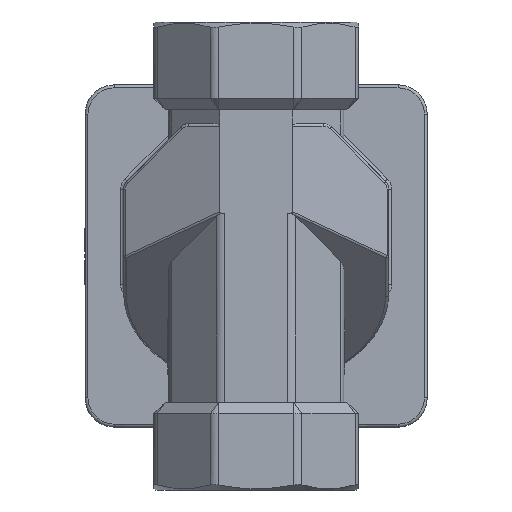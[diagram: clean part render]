
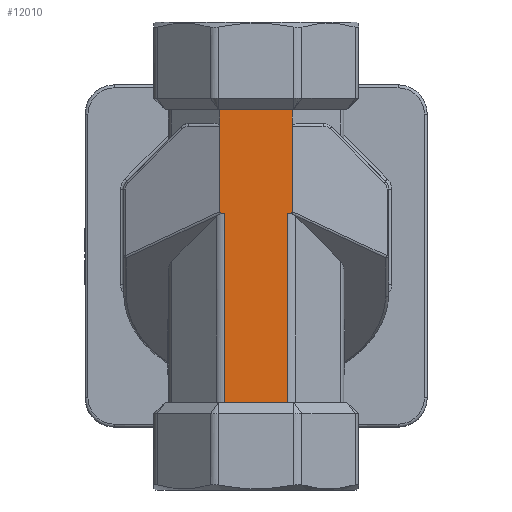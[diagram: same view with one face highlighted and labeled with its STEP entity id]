
A CAD part, front view. The second image highlights one B-rep face of the part: STEP entity #12010.
In plain terms, the highlighted planar face has unit normal (0, -1, 0).
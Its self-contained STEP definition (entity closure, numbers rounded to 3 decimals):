
#200=ELLIPSE('',#12974,2.569,1.);
#205=ELLIPSE('',#12982,2.569,1.);
#812=PLANE('',#12981);
#1255=FACE_OUTER_BOUND('',#1989,.T.);
#1989=EDGE_LOOP('',(#8924,#8925,#8926,#8927,#8928,#8929,#8930,#8931,#8932,
#8933,#8934,#8935));
#2902=LINE('',#20502,#3792);
#2906=LINE('',#20517,#3796);
#2907=LINE('',#20519,#3797);
#2908=LINE('',#20521,#3798);
#2909=LINE('',#20523,#3799);
#2910=LINE('',#20525,#3800);
#2911=LINE('',#20529,#3801);
#2912=LINE('',#20531,#3802);
#2913=LINE('',#20533,#3803);
#2914=LINE('',#20534,#3804);
#3792=VECTOR('',#15000,10.);
#3796=VECTOR('',#15016,10.);
#3797=VECTOR('',#15017,10.);
#3798=VECTOR('',#15018,10.);
#3799=VECTOR('',#15019,10.);
#3800=VECTOR('',#15020,10.);
#3801=VECTOR('',#15023,10.);
#3802=VECTOR('',#15024,10.);
#3803=VECTOR('',#15025,10.);
#3804=VECTOR('',#15026,10.);
#5197=VERTEX_POINT('',#20424);
#5206=VERTEX_POINT('',#20495);
#5207=VERTEX_POINT('',#20497);
#5208=VERTEX_POINT('',#20501);
#5214=VERTEX_POINT('',#20518);
#5215=VERTEX_POINT('',#20520);
#5216=VERTEX_POINT('',#20522);
#5217=VERTEX_POINT('',#20524);
#5218=VERTEX_POINT('',#20526);
#5219=VERTEX_POINT('',#20528);
#5220=VERTEX_POINT('',#20530);
#5221=VERTEX_POINT('',#20532);
#6537=EDGE_CURVE('',#5206,#5207,#200,.T.);
#6539=EDGE_CURVE('',#5207,#5208,#2902,.T.);
#6547=EDGE_CURVE('',#5206,#5197,#2906,.T.);
#6548=EDGE_CURVE('',#5197,#5214,#2907,.T.);
#6549=EDGE_CURVE('',#5214,#5215,#2908,.T.);
#6550=EDGE_CURVE('',#5216,#5215,#2909,.T.);
#6551=EDGE_CURVE('',#5217,#5216,#2910,.T.);
#6552=EDGE_CURVE('',#5218,#5217,#205,.T.);
#6553=EDGE_CURVE('',#5219,#5218,#2911,.T.);
#6554=EDGE_CURVE('',#5220,#5219,#2912,.T.);
#6555=EDGE_CURVE('',#5220,#5221,#2913,.T.);
#6556=EDGE_CURVE('',#5208,#5221,#2914,.T.);
#8924=ORIENTED_EDGE('',*,*,#6537,.F.);
#8925=ORIENTED_EDGE('',*,*,#6547,.T.);
#8926=ORIENTED_EDGE('',*,*,#6548,.T.);
#8927=ORIENTED_EDGE('',*,*,#6549,.T.);
#8928=ORIENTED_EDGE('',*,*,#6550,.F.);
#8929=ORIENTED_EDGE('',*,*,#6551,.F.);
#8930=ORIENTED_EDGE('',*,*,#6552,.F.);
#8931=ORIENTED_EDGE('',*,*,#6553,.F.);
#8932=ORIENTED_EDGE('',*,*,#6554,.F.);
#8933=ORIENTED_EDGE('',*,*,#6555,.T.);
#8934=ORIENTED_EDGE('',*,*,#6556,.F.);
#8935=ORIENTED_EDGE('',*,*,#6539,.F.);
#12010=ADVANCED_FACE('',(#1255),#812,.T.);
#12974=AXIS2_PLACEMENT_3D('',#20498,#14995,#14996);
#12981=AXIS2_PLACEMENT_3D('',#20516,#15014,#15015);
#12982=AXIS2_PLACEMENT_3D('',#20527,#15021,#15022);
#14995=DIRECTION('center_axis',(0.,1.,0.));
#14996=DIRECTION('ref_axis',(0.906,0.,-0.423));
#15000=DIRECTION('',(-1.,0.,0.));
#15014=DIRECTION('center_axis',(0.,-1.,0.));
#15015=DIRECTION('ref_axis',(1.,0.,0.));
#15016=DIRECTION('',(0.,0.,1.));
#15017=DIRECTION('',(0.,0.,1.));
#15018=DIRECTION('',(-1.,0.,0.));
#15019=DIRECTION('',(0.,0.,1.));
#15020=DIRECTION('',(0.,0.,1.));
#15021=DIRECTION('center_axis',(0.,1.,0.));
#15022=DIRECTION('ref_axis',(-0.906,0.,-0.423));
#15023=DIRECTION('',(-1.,0.,0.));
#15024=DIRECTION('',(0.,0.,1.));
#15025=DIRECTION('',(1.,0.,0.));
#15026=DIRECTION('',(0.,0.,-1.));
#20424=CARTESIAN_POINT('',(12.426,-30.,44.342));
#20495=CARTESIAN_POINT('',(12.426,-30.,15.166));
#20497=CARTESIAN_POINT('',(11.577,-30.,14.658));
#20498=CARTESIAN_POINT('Origin',(10.06,-30.,16.073));
#20501=CARTESIAN_POINT('',(10.77,-30.,14.658));
#20502=CARTESIAN_POINT('',(-6.213,-30.,14.658));
#20516=CARTESIAN_POINT('Origin',(-12.426,-30.,0.));
#20517=CARTESIAN_POINT('',(12.426,-30.,-80.));
#20518=CARTESIAN_POINT('',(12.426,-30.,50.));
#20519=CARTESIAN_POINT('',(12.426,-30.,0.));
#20520=CARTESIAN_POINT('',(-12.426,-30.,50.));
#20521=CARTESIAN_POINT('',(-6.213,-30.,50.));
#20522=CARTESIAN_POINT('',(-12.426,-30.,44.342));
#20523=CARTESIAN_POINT('',(-12.426,-30.,-80.));
#20524=CARTESIAN_POINT('',(-12.426,-30.,15.166));
#20525=CARTESIAN_POINT('',(-12.426,-30.,-80.));
#20526=CARTESIAN_POINT('',(-11.577,-30.,14.658));
#20527=CARTESIAN_POINT('Origin',(-10.06,-30.,16.073));
#20528=CARTESIAN_POINT('',(-10.77,-30.,14.658));
#20529=CARTESIAN_POINT('',(-6.213,-30.,14.658));
#20530=CARTESIAN_POINT('',(-10.77,-30.,-50.));
#20531=CARTESIAN_POINT('',(-10.77,-30.,0.));
#20532=CARTESIAN_POINT('',(10.77,-30.,-50.));
#20533=CARTESIAN_POINT('',(-6.213,-30.,-50.));
#20534=CARTESIAN_POINT('',(10.77,-30.,0.));
